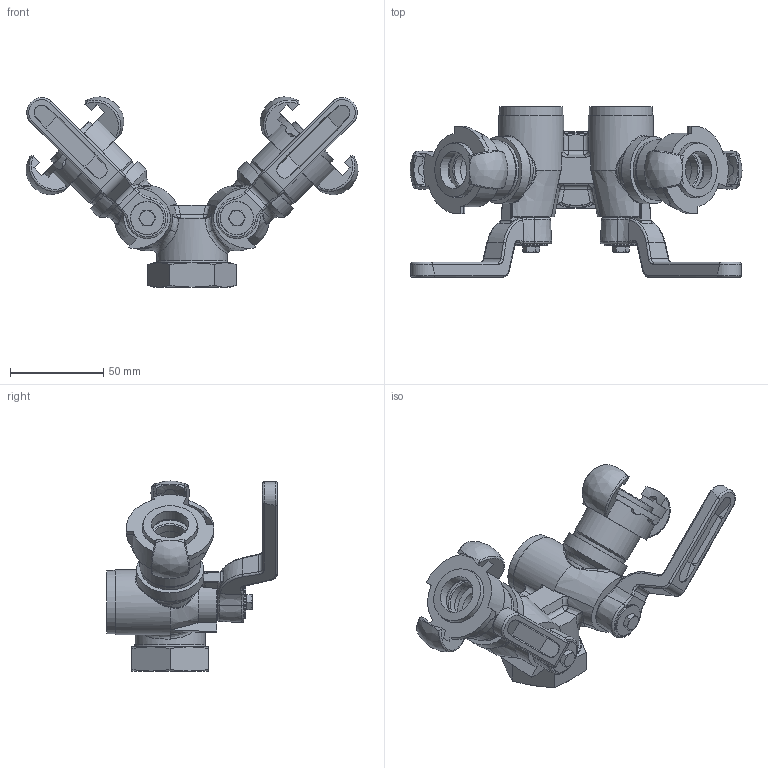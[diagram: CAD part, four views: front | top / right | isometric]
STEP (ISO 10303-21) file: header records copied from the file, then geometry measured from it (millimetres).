
FILE_DESCRIPTION(/* description */ (''),/* implementation_level */ '2;1');
FILE_NAME(/* name */ 'dhg_34.stp',/* time_stamp */ '2020-04-30T07:02:51+02:00',/* author */ ('schnellinger'),/* organization */ (''),/* preprocessor_version */ 'ST-DEVELOPER v17',/* originating_system */ 'Autodesk Inventor 2018',/* authorisation */ '0 mm^3');
FILE_SCHEMA (('AUTOMOTIVE_DESIGN { 1 0 10303 214 3 1 1 }'));
Length unit declared in the file: millimetre
Products named in the file (1): ENG-001520_Shrinkwrap_1
Bounding box: 178.04 x 91.5 x 101.98 mm (x, y, z)
Volume: 213519.6 mm3; surface area: 96611.3 mm2
Topology: 17 solids, 17 shells, 726 faces, 1870 edges, 1199 vertices
Faces by surface type: plane 286, cylinder 215, cone 99, bspline 84, torus 30, sphere 12
Full cylindrical faces by diameter (mm): 4.134 x2, 5 x2, 5.5 x2, 6.3 x4, 6.88 x2, 11.188 x2, 17.5 x2, 18 x6, 20 x2, 21 x2, 24.117 x3, 26.4 x2, 26.44 x2, 28.38 x2, 29 x2, 29.968 x2, 30 x2, 31.5 x2, 32.5 x2, 34 x2, 34.5 x2, 35 x4, 36 x2, 38 x1
Entity records: 27599 total; most frequent: CARTESIAN_POINT 9638, ORIENTED_EDGE 3718, DIRECTION 3424, EDGE_CURVE 1859, AXIS2_PLACEMENT_3D 1348, VERTEX_POINT 1199, EDGE_LOOP 798, STYLED_ITEM 743
